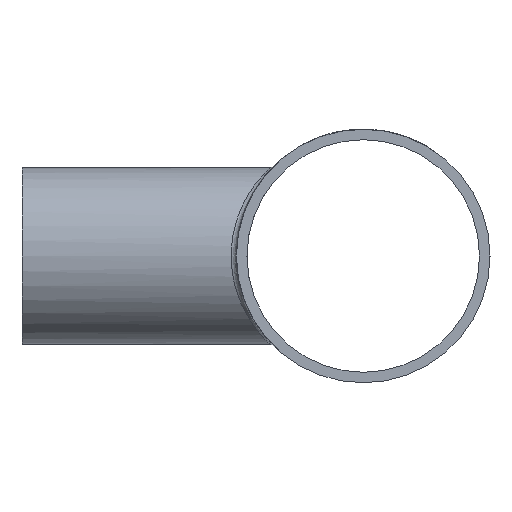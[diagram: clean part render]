
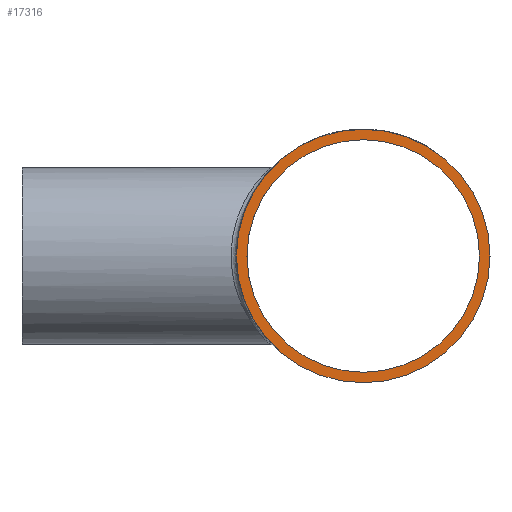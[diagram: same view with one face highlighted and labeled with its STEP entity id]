
A CAD part, left-side view. The second image highlights one B-rep face of the part: STEP entity #17316.
In plain terms, the highlighted planar face has unit normal (-1, 0, 0).
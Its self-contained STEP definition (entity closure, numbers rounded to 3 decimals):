
#3277 = CARTESIAN_POINT ( 'NONE',  ( -65., 0., 24.15 ) ) ;
#3479 = FACE_BOUND ( 'NONE', #12119, .T. ) ;
#4266 = DIRECTION ( 'NONE',  ( 0., 0., 1. ) ) ;
#4808 = VERTEX_POINT ( 'NONE', #3277 ) ;
#5028 = CARTESIAN_POINT ( 'NONE',  ( -65., 0., 0. ) ) ;
#7694 = AXIS2_PLACEMENT_3D ( 'NONE', #12549, #16003, #4266 ) ;
#9374 = VERTEX_POINT ( 'NONE', #16019 ) ;
#11599 = AXIS2_PLACEMENT_3D ( 'NONE', #5028, #15244, #16756 ) ;
#12119 = EDGE_LOOP ( 'NONE', ( #14986 ) ) ;
#12295 = DIRECTION ( 'NONE',  ( 0., 0., 1. ) ) ;
#12520 = DIRECTION ( 'NONE',  ( -1., 0., 0. ) ) ;
#12549 = CARTESIAN_POINT ( 'NONE',  ( -65., 0., 0. ) ) ;
#12761 = EDGE_CURVE ( 'NONE', #9374, #9374, #13592, .T. ) ;
#13592 = CIRCLE ( 'NONE', #7694, 22.15 ) ;
#13828 = CARTESIAN_POINT ( 'NONE',  ( -65., 0., 0. ) ) ;
#14986 = ORIENTED_EDGE ( 'NONE', *, *, #12761, .F. ) ;
#15043 = AXIS2_PLACEMENT_3D ( 'NONE', #13828, #12520, #12295 ) ;
#15244 = DIRECTION ( 'NONE',  ( -1., 0., 0. ) ) ;
#16003 = DIRECTION ( 'NONE',  ( -1., 0., 0. ) ) ;
#16019 = CARTESIAN_POINT ( 'NONE',  ( -65., 0., 22.15 ) ) ;
#16622 = FACE_OUTER_BOUND ( 'NONE', #16986, .T. ) ;
#16756 = DIRECTION ( 'NONE',  ( 0., 0., 1. ) ) ;
#16986 = EDGE_LOOP ( 'NONE', ( #17257 ) ) ;
#17257 = ORIENTED_EDGE ( 'NONE', *, *, #20951, .T. ) ;
#17316 = ADVANCED_FACE ( 'NONE', ( #3479, #16622 ), #20109, .T. ) ;
#20109 = PLANE ( 'NONE',  #15043 ) ;
#20951 = EDGE_CURVE ( 'NONE', #4808, #4808, #21294, .T. ) ;
#21294 = CIRCLE ( 'NONE', #11599, 24.15 ) ;
